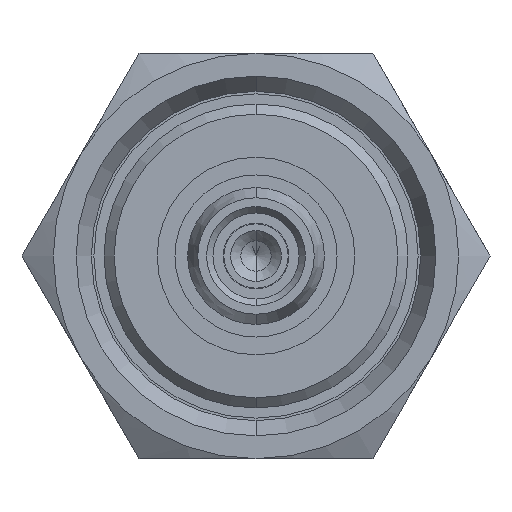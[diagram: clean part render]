
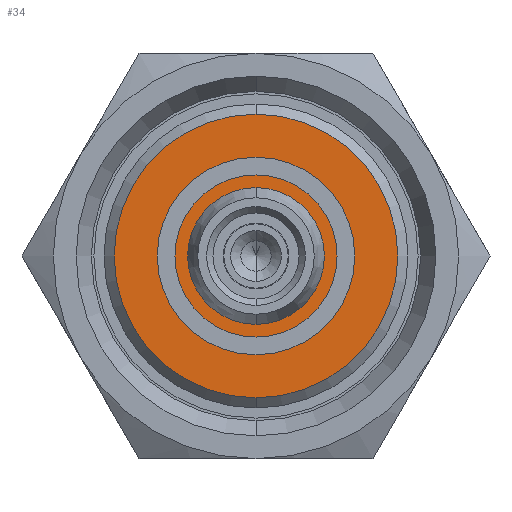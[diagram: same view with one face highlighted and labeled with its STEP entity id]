
A CAD part, front view. The second image highlights one B-rep face of the part: STEP entity #34.
In plain terms, the highlighted face is planar.
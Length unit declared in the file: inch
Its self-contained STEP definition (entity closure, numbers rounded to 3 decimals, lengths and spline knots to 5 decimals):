
#34 = ADVANCED_FACE ( 'NONE', ( #3452, #2097 ), #515, .F. ) ;
#177 = VERTEX_POINT ( 'NONE', #327 ) ;
#183 = DIRECTION ( 'NONE',  ( 0., 0., 1. ) ) ;
#184 = ORIENTED_EDGE ( 'NONE', *, *, #2699, .F. ) ;
#235 = ORIENTED_EDGE ( 'NONE', *, *, #2220, .T. ) ;
#327 = CARTESIAN_POINT ( 'NONE',  ( -0.40945, 0., -0.05315 ) ) ;
#380 = ORIENTED_EDGE ( 'NONE', *, *, #3529, .T. ) ;
#443 = CIRCLE ( 'NONE', #1373, 0.05315 ) ;
#457 = DIRECTION ( 'NONE',  ( -1., 0., 0. ) ) ;
#515 = PLANE ( 'NONE',  #3463 ) ;
#533 = DIRECTION ( 'NONE',  ( -1., 0., 0. ) ) ;
#586 = CARTESIAN_POINT ( 'NONE',  ( -0.40945, 0., 0. ) ) ;
#781 = CARTESIAN_POINT ( 'NONE',  ( -0.40945, 0., 0. ) ) ;
#861 = DIRECTION ( 'NONE',  ( -1., 0., 0. ) ) ;
#955 = CARTESIAN_POINT ( 'NONE',  ( -0.40945, 0., 0.05315 ) ) ;
#992 = EDGE_CURVE ( 'NONE', #1015, #177, #443, .T. ) ;
#1015 = VERTEX_POINT ( 'NONE', #955 ) ;
#1373 = AXIS2_PLACEMENT_3D ( 'NONE', #3102, #2769, #4033 ) ;
#1501 = CIRCLE ( 'NONE', #3166, 0.11024 ) ;
#1748 = CARTESIAN_POINT ( 'NONE',  ( -0.40945, 0., 0. ) ) ;
#1787 = DIRECTION ( 'NONE',  ( 0., 0., -1. ) ) ;
#1884 = CARTESIAN_POINT ( 'NONE',  ( -0.40945, 0., -0.11024 ) ) ;
#1888 = CIRCLE ( 'NONE', #2747, 0.11024 ) ;
#2027 = ORIENTED_EDGE ( 'NONE', *, *, #992, .F. ) ;
#2048 = EDGE_LOOP ( 'NONE', ( #2027, #184 ) ) ;
#2097 = FACE_OUTER_BOUND ( 'NONE', #2444, .T. ) ;
#2220 = EDGE_CURVE ( 'NONE', #2760, #2855, #1888, .T. ) ;
#2444 = EDGE_LOOP ( 'NONE', ( #380, #235 ) ) ;
#2699 = EDGE_CURVE ( 'NONE', #177, #1015, #3249, .T. ) ;
#2747 = AXIS2_PLACEMENT_3D ( 'NONE', #586, #861, #3381 ) ;
#2760 = VERTEX_POINT ( 'NONE', #3409 ) ;
#2769 = DIRECTION ( 'NONE',  ( -1., 0., 0. ) ) ;
#2855 = VERTEX_POINT ( 'NONE', #1884 ) ;
#2974 = DIRECTION ( 'NONE',  ( 0., 0., 1. ) ) ;
#3102 = CARTESIAN_POINT ( 'NONE',  ( -0.40945, 0., 0. ) ) ;
#3166 = AXIS2_PLACEMENT_3D ( 'NONE', #1748, #457, #2974 ) ;
#3249 = CIRCLE ( 'NONE', #3655, 0.05315 ) ;
#3381 = DIRECTION ( 'NONE',  ( 0., 0., 1. ) ) ;
#3409 = CARTESIAN_POINT ( 'NONE',  ( -0.40945, 0., 0.11024 ) ) ;
#3412 = CARTESIAN_POINT ( 'NONE',  ( -0.40945, 0.11024, 0. ) ) ;
#3452 = FACE_BOUND ( 'NONE', #2048, .T. ) ;
#3463 = AXIS2_PLACEMENT_3D ( 'NONE', #3412, #4027, #1787 ) ;
#3529 = EDGE_CURVE ( 'NONE', #2855, #2760, #1501, .T. ) ;
#3655 = AXIS2_PLACEMENT_3D ( 'NONE', #781, #533, #183 ) ;
#4027 = DIRECTION ( 'NONE',  ( 1., 0., 0. ) ) ;
#4033 = DIRECTION ( 'NONE',  ( 0., 0., 1. ) ) ;
